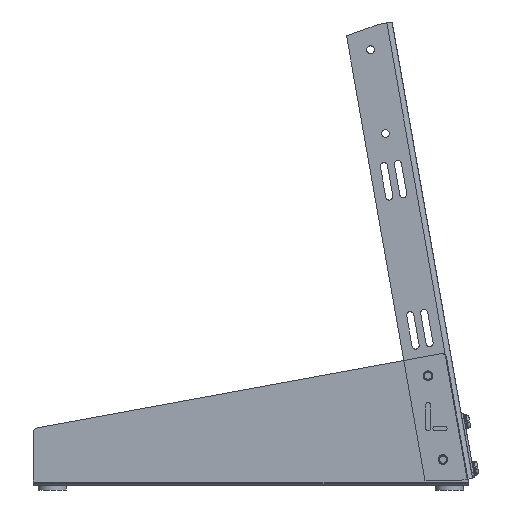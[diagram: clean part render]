
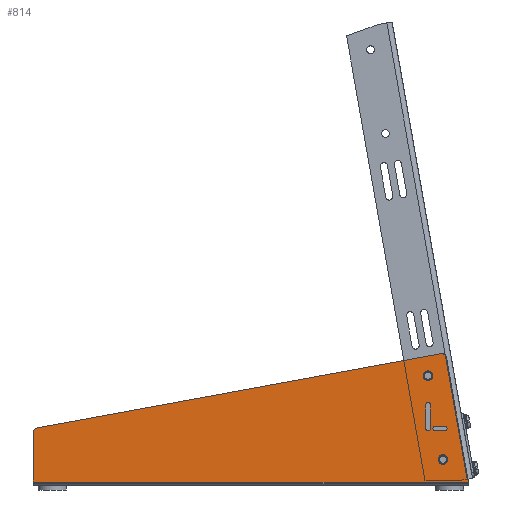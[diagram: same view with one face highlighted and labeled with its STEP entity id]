
A CAD part, left-side view. The second image highlights one B-rep face of the part: STEP entity #814.
In plain terms, the highlighted planar face has unit normal (-1, 0, 0).
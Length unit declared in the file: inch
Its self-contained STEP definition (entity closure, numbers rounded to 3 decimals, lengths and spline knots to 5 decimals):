
#62 = VERTEX_POINT ( 'NONE', #5526 ) ;
#99 = CIRCLE ( 'NONE', #497, 0.0625 ) ;
#178 = VERTEX_POINT ( 'NONE', #10610 ) ;
#309 = CARTESIAN_POINT ( 'NONE',  ( -0.057, 5.75, -1.664 ) ) ;
#313 = VECTOR ( 'NONE', #386, 39.37008 ) ;
#386 = DIRECTION ( 'NONE',  ( 0., 0., -1. ) ) ;
#417 = CARTESIAN_POINT ( 'NONE',  ( -0.057, 0., -1.664 ) ) ;
#497 = AXIS2_PLACEMENT_3D ( 'NONE', #5609, #4441, #6600 ) ;
#521 = CARTESIAN_POINT ( 'NONE',  ( -0.057, -4.875, -0.1875 ) ) ;
#536 = EDGE_CURVE ( 'NONE', #9122, #560, #11464, .T. ) ;
#545 = CARTESIAN_POINT ( 'NONE',  ( -0.057, -4.6245, 0.375 ) ) ;
#560 = VERTEX_POINT ( 'NONE', #6583 ) ;
#726 = CARTESIAN_POINT ( 'NONE',  ( -0.057, -4.7495, 0.375 ) ) ;
#814 = ADVANCED_FACE ( 'NONE', ( #4161, #2316, #10272, #12198, #10089 ), #11212, .F. ) ;
#905 = VERTEX_POINT ( 'NONE', #726 ) ;
#1058 = AXIS2_PLACEMENT_3D ( 'NONE', #4219, #7109, #2189 ) ;
#1062 = CARTESIAN_POINT ( 'NONE',  ( -0.057, 5.75, -0.35415 ) ) ;
#1086 = CIRCLE ( 'NONE', #3193, 0.0625 ) ;
#1159 = CARTESIAN_POINT ( 'NONE',  ( -0.057, -5.125, -0.3125 ) ) ;
#1236 = CARTESIAN_POINT ( 'NONE',  ( -0.057, -4.7495, -0.25 ) ) ;
#1248 = DIRECTION ( 'NONE',  ( 0., -1., 0. ) ) ;
#1257 = CARTESIAN_POINT ( 'NONE',  ( -0.057, -5.07642, -1.06926 ) ) ;
#1313 = ORIENTED_EDGE ( 'NONE', *, *, #3373, .F. ) ;
#1357 = CIRCLE ( 'NONE', #6381, 0.0625 ) ;
#1459 = VECTOR ( 'NONE', #1596, 39.37008 ) ;
#1529 = DIRECTION ( 'NONE',  ( 0., 0., 1. ) ) ;
#1596 = DIRECTION ( 'NONE',  ( 0., 0., 1. ) ) ;
#1655 = DIRECTION ( 'NONE',  ( 0., 0., 1. ) ) ;
#1731 = VERTEX_POINT ( 'NONE', #309 ) ;
#1767 = CIRCLE ( 'NONE', #8045, 0.0945 ) ;
#1790 = ORIENTED_EDGE ( 'NONE', *, *, #536, .T. ) ;
#1888 = AXIS2_PLACEMENT_3D ( 'NONE', #2735, #3420, #1248 ) ;
#1994 = DIRECTION ( 'NONE',  ( 1., 0., 0. ) ) ;
#2059 = DIRECTION ( 'NONE',  ( 0., -1., 0. ) ) ;
#2163 = ORIENTED_EDGE ( 'NONE', *, *, #11875, .F. ) ;
#2189 = DIRECTION ( 'NONE',  ( 0., -1., 0. ) ) ;
#2274 = ORIENTED_EDGE ( 'NONE', *, *, #10666, .T. ) ;
#2293 = VERTEX_POINT ( 'NONE', #1062 ) ;
#2316 = FACE_OUTER_BOUND ( 'NONE', #6294, .T. ) ;
#2572 = CARTESIAN_POINT ( 'NONE',  ( -0.057, -4.875, -0.3125 ) ) ;
#2598 = DIRECTION ( 'NONE',  ( 1., 0., 0. ) ) ;
#2669 = CARTESIAN_POINT ( 'NONE',  ( -0.057, 5.625, -0.35415 ) ) ;
#2690 = DIRECTION ( 'NONE',  ( 0., -0.174, -0.985 ) ) ;
#2735 = CARTESIAN_POINT ( 'NONE',  ( -0.057, -4.687, -0.25 ) ) ;
#3106 = DIRECTION ( 'NONE',  ( 0., -1., 0. ) ) ;
#3193 = AXIS2_PLACEMENT_3D ( 'NONE', #8059, #11911, #3106 ) ;
#3373 = EDGE_CURVE ( 'NONE', #7539, #178, #7128, .T. ) ;
#3420 = DIRECTION ( 'NONE',  ( 1., 0., 0. ) ) ;
#3443 = CARTESIAN_POINT ( 'NONE',  ( -0.057, -5.15049, 1.75 ) ) ;
#3556 = DIRECTION ( 'NONE',  ( 1., 0., 0. ) ) ;
#3777 = VERTEX_POINT ( 'NONE', #8962 ) ;
#3868 = VERTEX_POINT ( 'NONE', #1236 ) ;
#3872 = EDGE_LOOP ( 'NONE', ( #10826 ) ) ;
#3878 = VECTOR ( 'NONE', #9020, 39.37008 ) ;
#3949 = CARTESIAN_POINT ( 'NONE',  ( -0.057, -5.125, -0.1875 ) ) ;
#4071 = DIRECTION ( 'NONE',  ( 1., 0., 0. ) ) ;
#4161 = FACE_BOUND ( 'NONE', #3872, .T. ) ;
#4186 = EDGE_LOOP ( 'NONE', ( #6375, #12805, #7782, #9027 ) ) ;
#4206 = LINE ( 'NONE', #12119, #313 ) ;
#4219 = CARTESIAN_POINT ( 'NONE',  ( -0.057, -5.04924, 1.60434 ) ) ;
#4234 = DIRECTION ( 'NONE',  ( 0., -0.984, 0.18 ) ) ;
#4410 = CARTESIAN_POINT ( 'NONE',  ( -0.057, 0., 0. ) ) ;
#4423 = CARTESIAN_POINT ( 'NONE',  ( -0.057, -5.17092, -1.06926 ) ) ;
#4441 = DIRECTION ( 'NONE',  ( 1., 0., 0. ) ) ;
#4449 = CARTESIAN_POINT ( 'NONE',  ( -0.057, -5.15049, 1.75 ) ) ;
#4570 = ORIENTED_EDGE ( 'NONE', *, *, #4956, .F. ) ;
#4577 = EDGE_CURVE ( 'NONE', #6880, #8295, #6356, .T. ) ;
#4611 = VERTEX_POINT ( 'NONE', #4423 ) ;
#4695 = VECTOR ( 'NONE', #1655, 39.37008 ) ;
#4908 = EDGE_CURVE ( 'NONE', #560, #905, #1357, .T. ) ;
#4956 = EDGE_CURVE ( 'NONE', #3777, #1731, #6088, .T. ) ;
#5144 = CARTESIAN_POINT ( 'NONE',  ( -0.057, -4.6245, -0.25 ) ) ;
#5397 = ORIENTED_EDGE ( 'NONE', *, *, #6233, .F. ) ;
#5440 = EDGE_LOOP ( 'NONE', ( #6944, #1790, #7921, #9144 ) ) ;
#5454 = CIRCLE ( 'NONE', #11714, 0.0945 ) ;
#5507 = VERTEX_POINT ( 'NONE', #8519 ) ;
#5526 = CARTESIAN_POINT ( 'NONE',  ( -0.057, 5.64756, -0.2312 ) ) ;
#5609 = CARTESIAN_POINT ( 'NONE',  ( -0.057, -4.875, -0.25 ) ) ;
#5616 = LINE ( 'NONE', #4449, #11627 ) ;
#5629 = DIRECTION ( 'NONE',  ( 0., -1., 0. ) ) ;
#5739 = CIRCLE ( 'NONE', #6795, 0.125 ) ;
#6088 = LINE ( 'NONE', #417, #3878 ) ;
#6233 = EDGE_CURVE ( 'NONE', #178, #5507, #5616, .T. ) ;
#6294 = EDGE_LOOP ( 'NONE', ( #11050, #2163, #4570, #8933, #5397, #1313, #11173 ) ) ;
#6356 = LINE ( 'NONE', #521, #8441 ) ;
#6375 = ORIENTED_EDGE ( 'NONE', *, *, #7307, .T. ) ;
#6381 = AXIS2_PLACEMENT_3D ( 'NONE', #11410, #4071, #8402 ) ;
#6384 = LINE ( 'NONE', #3443, #11976 ) ;
#6583 = CARTESIAN_POINT ( 'NONE',  ( -0.057, -4.6245, 0.375 ) ) ;
#6593 = DIRECTION ( 'NONE',  ( 0., 0., -1. ) ) ;
#6600 = DIRECTION ( 'NONE',  ( 0., -1., 0. ) ) ;
#6666 = EDGE_CURVE ( 'NONE', #11792, #12649, #9375, .T. ) ;
#6718 = VECTOR ( 'NONE', #6593, 39.37008 ) ;
#6742 = EDGE_CURVE ( 'NONE', #5507, #3777, #8473, .T. ) ;
#6795 = AXIS2_PLACEMENT_3D ( 'NONE', #2669, #2598, #1529 ) ;
#6880 = VERTEX_POINT ( 'NONE', #7635 ) ;
#6944 = ORIENTED_EDGE ( 'NONE', *, *, #12383, .T. ) ;
#7109 = DIRECTION ( 'NONE',  ( 1., 0., 0. ) ) ;
#7116 = AXIS2_PLACEMENT_3D ( 'NONE', #4410, #7234, #8266 ) ;
#7122 = CARTESIAN_POINT ( 'NONE',  ( -0.057, 5.75, -1.75 ) ) ;
#7128 = CIRCLE ( 'NONE', #1058, 0.125 ) ;
#7234 = DIRECTION ( 'NONE',  ( 1., 0., 0. ) ) ;
#7307 = EDGE_CURVE ( 'NONE', #8295, #11792, #1086, .T. ) ;
#7495 = DIRECTION ( 'NONE',  ( 0., 1., 0. ) ) ;
#7539 = VERTEX_POINT ( 'NONE', #12683 ) ;
#7635 = CARTESIAN_POINT ( 'NONE',  ( -0.057, -4.875, -0.1875 ) ) ;
#7782 = ORIENTED_EDGE ( 'NONE', *, *, #10285, .T. ) ;
#7921 = ORIENTED_EDGE ( 'NONE', *, *, #4908, .T. ) ;
#8008 = CARTESIAN_POINT ( 'NONE',  ( -0.057, -4.68571, 1.14656 ) ) ;
#8045 = AXIS2_PLACEMENT_3D ( 'NONE', #1257, #3556, #12643 ) ;
#8059 = CARTESIAN_POINT ( 'NONE',  ( -0.057, -5.125, -0.25 ) ) ;
#8266 = DIRECTION ( 'NONE',  ( 0., 1., 0. ) ) ;
#8295 = VERTEX_POINT ( 'NONE', #3949 ) ;
#8396 = CARTESIAN_POINT ( 'NONE',  ( -0.057, -4.78021, 1.14656 ) ) ;
#8402 = DIRECTION ( 'NONE',  ( 0., -1., 0. ) ) ;
#8441 = VECTOR ( 'NONE', #5629, 39.37008 ) ;
#8473 = LINE ( 'NONE', #9511, #6718 ) ;
#8519 = CARTESIAN_POINT ( 'NONE',  ( -0.057, -5.75, -1.65 ) ) ;
#8820 = EDGE_CURVE ( 'NONE', #62, #7539, #6384, .T. ) ;
#8933 = ORIENTED_EDGE ( 'NONE', *, *, #6742, .F. ) ;
#8962 = CARTESIAN_POINT ( 'NONE',  ( -0.057, -5.75, -1.664 ) ) ;
#8992 = CIRCLE ( 'NONE', #1888, 0.0625 ) ;
#9020 = DIRECTION ( 'NONE',  ( 0., 1., 0. ) ) ;
#9027 = ORIENTED_EDGE ( 'NONE', *, *, #4577, .T. ) ;
#9065 = LINE ( 'NONE', #7122, #4695 ) ;
#9122 = VERTEX_POINT ( 'NONE', #5144 ) ;
#9144 = ORIENTED_EDGE ( 'NONE', *, *, #10996, .T. ) ;
#9319 = CARTESIAN_POINT ( 'NONE',  ( -0.057, -4.875, -0.3125 ) ) ;
#9375 = LINE ( 'NONE', #9319, #9956 ) ;
#9511 = CARTESIAN_POINT ( 'NONE',  ( -0.057, -5.75, 1.75 ) ) ;
#9956 = VECTOR ( 'NONE', #7495, 39.37008 ) ;
#10089 = FACE_BOUND ( 'NONE', #5440, .T. ) ;
#10272 = FACE_BOUND ( 'NONE', #11891, .T. ) ;
#10285 = EDGE_CURVE ( 'NONE', #12649, #6880, #99, .T. ) ;
#10351 = VERTEX_POINT ( 'NONE', #8396 ) ;
#10610 = CARTESIAN_POINT ( 'NONE',  ( -0.057, -5.17235, 1.62604 ) ) ;
#10666 = EDGE_CURVE ( 'NONE', #4611, #4611, #1767, .T. ) ;
#10826 = ORIENTED_EDGE ( 'NONE', *, *, #12259, .T. ) ;
#10996 = EDGE_CURVE ( 'NONE', #905, #3868, #4206, .T. ) ;
#11050 = ORIENTED_EDGE ( 'NONE', *, *, #11915, .F. ) ;
#11173 = ORIENTED_EDGE ( 'NONE', *, *, #8820, .F. ) ;
#11212 = PLANE ( 'NONE',  #7116 ) ;
#11410 = CARTESIAN_POINT ( 'NONE',  ( -0.057, -4.687, 0.375 ) ) ;
#11464 = LINE ( 'NONE', #545, #1459 ) ;
#11627 = VECTOR ( 'NONE', #2690, 39.37008 ) ;
#11714 = AXIS2_PLACEMENT_3D ( 'NONE', #8008, #1994, #2059 ) ;
#11792 = VERTEX_POINT ( 'NONE', #1159 ) ;
#11875 = EDGE_CURVE ( 'NONE', #1731, #2293, #9065, .T. ) ;
#11891 = EDGE_LOOP ( 'NONE', ( #2274 ) ) ;
#11911 = DIRECTION ( 'NONE',  ( 1., 0., 0. ) ) ;
#11915 = EDGE_CURVE ( 'NONE', #2293, #62, #5739, .T. ) ;
#11976 = VECTOR ( 'NONE', #4234, 39.37008 ) ;
#12119 = CARTESIAN_POINT ( 'NONE',  ( -0.057, -4.7495, 0.375 ) ) ;
#12198 = FACE_BOUND ( 'NONE', #4186, .T. ) ;
#12259 = EDGE_CURVE ( 'NONE', #10351, #10351, #5454, .T. ) ;
#12383 = EDGE_CURVE ( 'NONE', #3868, #9122, #8992, .T. ) ;
#12643 = DIRECTION ( 'NONE',  ( 0., -1., 0. ) ) ;
#12649 = VERTEX_POINT ( 'NONE', #2572 ) ;
#12683 = CARTESIAN_POINT ( 'NONE',  ( -0.057, -5.02669, 1.72729 ) ) ;
#12805 = ORIENTED_EDGE ( 'NONE', *, *, #6666, .T. ) ;
